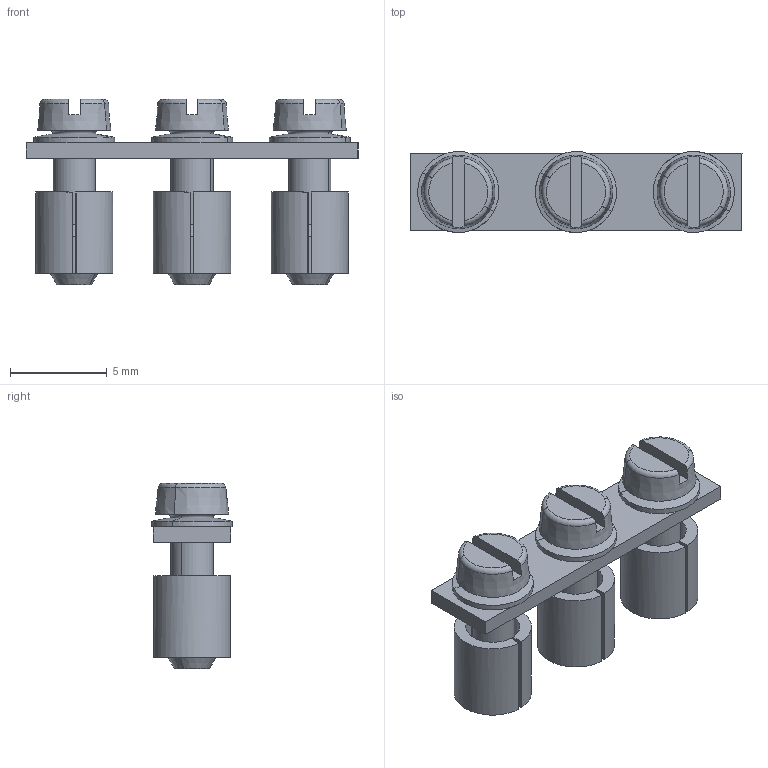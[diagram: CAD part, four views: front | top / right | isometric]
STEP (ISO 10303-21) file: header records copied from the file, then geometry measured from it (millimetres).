
FILE_DESCRIPTION(('CATIA V5 STEP Exchange','CAx-IF Rec.Pracs.--- Model Styling and Organization---1.5--- 2016-08-15','CAx-IF Rec.Pracs.---Supplemental Geometry---1.0---2011-11-01','CAx-IF Rec.Pracs.--- Composite Materials ---1.1---2010-07-15'),'2;1');
FILE_NAME ('011192-2_1', '2025-09-19T07:47:26+00:00', ('none'), ('Weidmueller'), 'CATIA Version 5-6 Release 2024 SP4', 'CATIA V5 STEP AP214 v3', 'none');
FILE_SCHEMA(('AUTOMOTIVE_DESIGN { 1 0 10303 214 1 1 1 1 }'));
Length unit declared in the file: millimetre
Products named in the file (1): 21468_Q3_DLI_AllCATPart
Bounding box: 17.2 x 4.2 x 9.6 mm (x, y, z)
Volume: 269.5 mm3; surface area: 827.1 mm2
Topology: 7 solids, 7 shells, 123 faces, 288 edges, 188 vertices
Faces by surface type: plane 51, cylinder 30, cone 24, torus 18
Entity records: 3437 total; most frequent: CARTESIAN_POINT 809, ORIENTED_EDGE 576, DIRECTION 421, EDGE_CURVE 288, AXIS2_PLACEMENT_3D 222, VERTEX_POINT 188, EDGE_LOOP 138, CIRCLE 135
